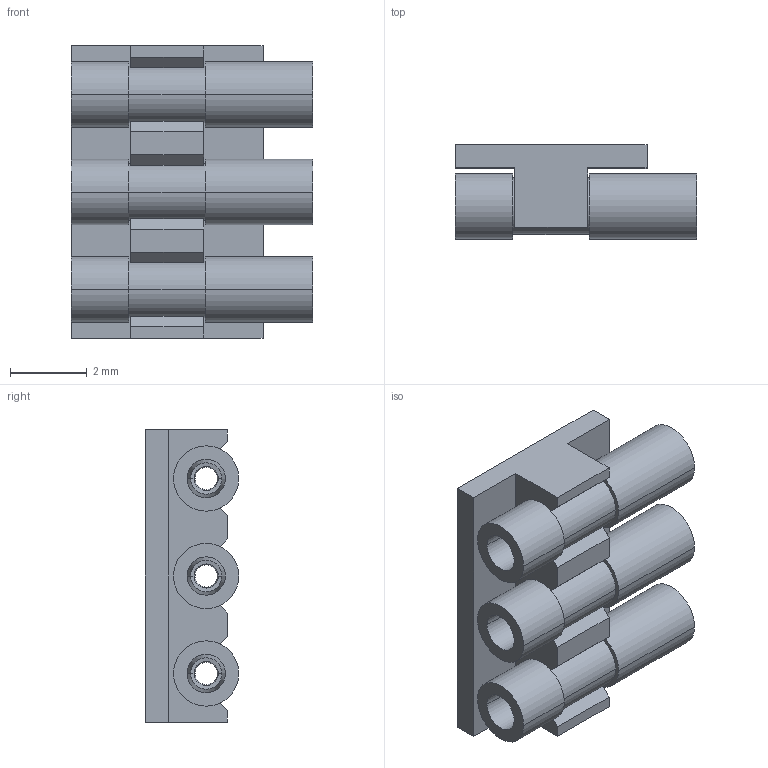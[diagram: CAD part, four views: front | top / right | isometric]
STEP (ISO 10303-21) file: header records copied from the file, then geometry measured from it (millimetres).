
FILE_DESCRIPTION(('STEP AP242'),'1');
FILE_NAME('pcb_connector_8fm-78-0003-02-146.stp','2020-06-10T17:12:32',('TraceParts'),('TraceParts S.A.'),'Spatial InterOp 3D',' ',' ');
FILE_SCHEMA(('AP242_MANAGED_MODEL_BASED_3D_ENGINEERING_MIM_LF {1 0 10303 442 1 1 4}'));
Length unit declared in the file: millimetre
Products named in the file (1): pcb_connector_8fm-78-0003-02-146_1
Bounding box: 6.3 x 2.44 x 7.62 mm (x, y, z)
Volume: 58.5 mm3; surface area: 321.8 mm2
Topology: 4 solids, 4 shells, 118 faces, 270 edges, 166 vertices
Faces by surface type: cylinder 45, plane 31, cone 30, torus 12
Entity records: 4326 total; most frequent: DIRECTION 658, CARTESIAN_POINT 558, ORIENTED_EDGE 540, EDGE_CURVE 270, AXIS2_PLACEMENT_3D 266, VERTEX_POINT 166, CIRCLE 144, EDGE_LOOP 130
